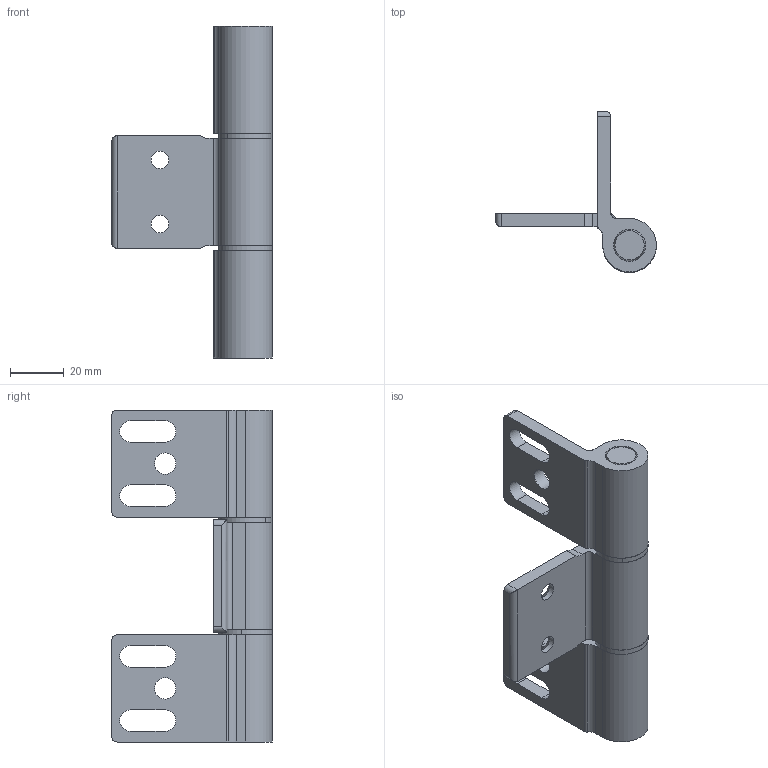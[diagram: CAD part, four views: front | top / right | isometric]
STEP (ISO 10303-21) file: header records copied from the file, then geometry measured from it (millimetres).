
FILE_DESCRIPTION((''),'2;1');
FILE_NAME('SZ8013N.stp','2009-08-24T14:22:40',(''),(''),'Mechanical Desktop 2007','Mechanical Desktop 2007',', , ');
FILE_SCHEMA(('CONFIG_CONTROL_DESIGN'));
Length unit declared in the file: millimetre
Products named in the file (2): SZ8013NA; SZ8013N
Assembly tree (1 placements, depth 2):
  SZ8013NA
    SZ8013N
Bounding box: 60 x 60 x 124 mm (x, y, z)
Volume: 62670.3 mm3; surface area: 30955.1 mm2
Topology: 6 solids, 6 shells, 106 faces, 266 edges, 172 vertices
Faces by surface type: cylinder 55, plane 37, bspline 10, cone 4
Entity records: 3431 total; most frequent: CARTESIAN_POINT 734, DIRECTION 566, ORIENTED_EDGE 504, EDGE_CURVE 252, AXIS2_PLACEMENT_3D 216, VERTEX_POINT 168, EDGE_LOOP 142, VECTOR 134
